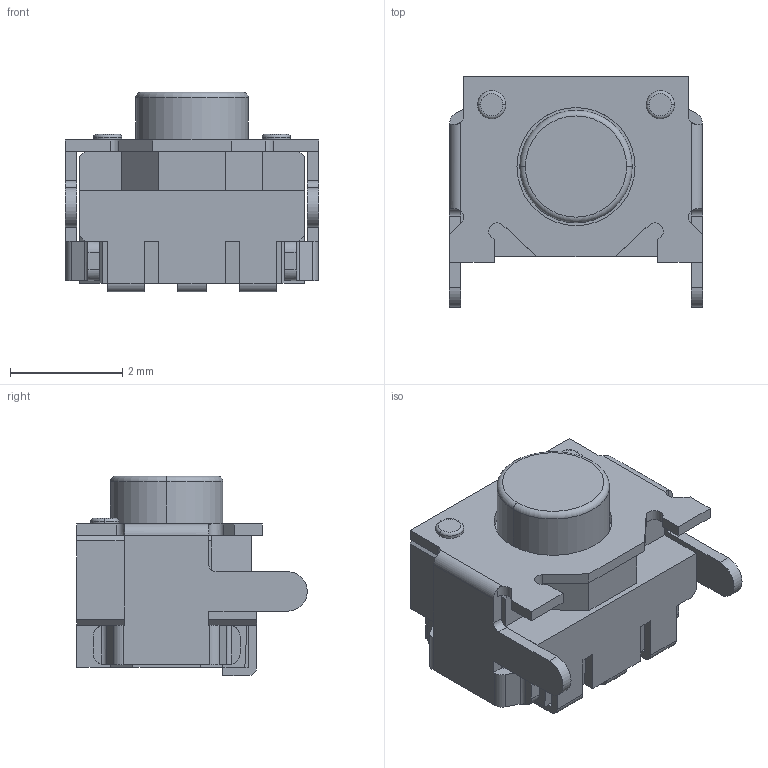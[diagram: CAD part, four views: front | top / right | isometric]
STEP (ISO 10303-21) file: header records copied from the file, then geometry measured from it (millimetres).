
FILE_DESCRIPTION((''),'2;1');
FILE_NAME('C-1977066-1','2011-03-02T',('workeradm'),('Tyco Electronics Ltd.'),'PRO/ENGINEER BY PARAMETRIC TECHNOLOGY CORPORATION, 2009300','PRO/ENGINEER BY PARAMETRIC TECHNOLOGY CORPORATION, 2009300','');
FILE_SCHEMA(('AUTOMOTIVE_DESIGN { 1 0 10303 214 1 1 1 1 }'));
Length unit declared in the file: millimetre
Products named in the file (1): C-1977066-1
Bounding box: 4.5 x 4.1 x 3.55 mm (x, y, z)
Volume: 35.3 mm3; surface area: 104.6 mm2
Topology: 1 solids, 1 shells, 165 faces, 489 edges, 318 vertices
Faces by surface type: plane 112, cylinder 47, torus 6
Entity records: 5806 total; most frequent: CARTESIAN_POINT 1016, ORIENTED_EDGE 978, DIRECTION 925, EDGE_CURVE 489, VECTOR 367, LINE 367, VERTEX_POINT 318, AXIS2_PLACEMENT_3D 279
